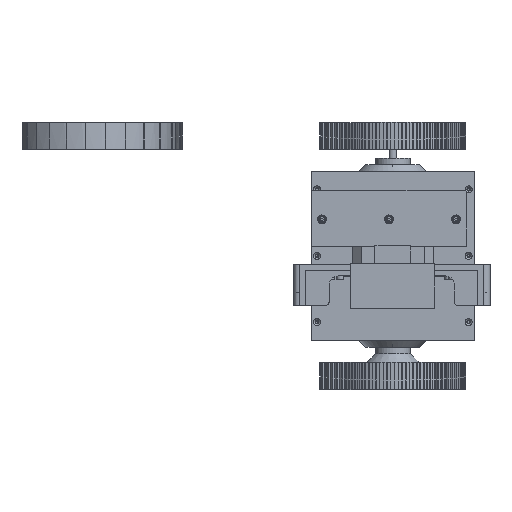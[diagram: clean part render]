
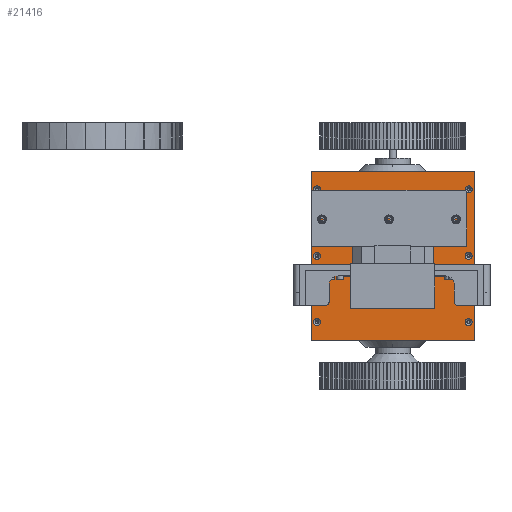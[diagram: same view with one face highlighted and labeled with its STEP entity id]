
A CAD part, top view. The second image highlights one B-rep face of the part: STEP entity #21416.
In plain terms, the highlighted planar face has unit normal (0, 0, 1).
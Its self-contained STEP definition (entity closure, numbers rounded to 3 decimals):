
#655=FACE_BOUND('',#3776,.T.);
#656=FACE_BOUND('',#3777,.T.);
#657=FACE_BOUND('',#3778,.T.);
#658=FACE_BOUND('',#3779,.T.);
#659=FACE_BOUND('',#3780,.T.);
#660=FACE_BOUND('',#3781,.T.);
#661=FACE_BOUND('',#3782,.T.);
#1284=PLANE('',#23502);
#2350=FACE_OUTER_BOUND('',#3775,.T.);
#3775=EDGE_LOOP('',(#19214,#19215,#19216,#19217));
#3776=EDGE_LOOP('',(#19218,#19219,#19220,#19221,#19222,#19223,#19224,#19225));
#3777=EDGE_LOOP('',(#19226));
#3778=EDGE_LOOP('',(#19227));
#3779=EDGE_LOOP('',(#19228));
#3780=EDGE_LOOP('',(#19229));
#3781=EDGE_LOOP('',(#19230));
#3782=EDGE_LOOP('',(#19231));
#5727=LINE('',#35310,#7705);
#5734=LINE('',#35325,#7712);
#5739=LINE('',#35336,#7717);
#5752=LINE('',#35393,#7730);
#5755=LINE('',#35399,#7733);
#5758=LINE('',#35405,#7736);
#5761=LINE('',#35409,#7739);
#5765=LINE('',#35423,#7743);
#5769=LINE('',#35430,#7747);
#5770=LINE('',#35433,#7748);
#5775=LINE('',#35443,#7753);
#5783=LINE('',#35458,#7761);
#7705=VECTOR('',#29112,10.);
#7712=VECTOR('',#29123,10.);
#7717=VECTOR('',#29132,10.);
#7730=VECTOR('',#29195,10.);
#7733=VECTOR('',#29200,10.);
#7736=VECTOR('',#29205,10.);
#7739=VECTOR('',#29210,10.);
#7743=VECTOR('',#29228,10.);
#7747=VECTOR('',#29234,10.);
#7748=VECTOR('',#29237,10.);
#7753=VECTOR('',#29244,10.);
#7761=VECTOR('',#29260,10.);
#8675=CIRCLE('',#23480,3.9);
#8676=CIRCLE('',#23482,3.9);
#8677=CIRCLE('',#23484,3.9);
#8678=CIRCLE('',#23490,3.9);
#8679=CIRCLE('',#23492,3.9);
#8680=CIRCLE('',#23494,3.9);
#10510=VERTEX_POINT('',#35303);
#10513=VERTEX_POINT('',#35308);
#10516=VERTEX_POINT('',#35318);
#10519=VERTEX_POINT('',#35323);
#10522=VERTEX_POINT('',#35333);
#10536=VERTEX_POINT('',#35375);
#10537=VERTEX_POINT('',#35379);
#10538=VERTEX_POINT('',#35383);
#10541=VERTEX_POINT('',#35390);
#10542=VERTEX_POINT('',#35392);
#10544=VERTEX_POINT('',#35398);
#10546=VERTEX_POINT('',#35404);
#10547=VERTEX_POINT('',#35411);
#10548=VERTEX_POINT('',#35415);
#10549=VERTEX_POINT('',#35419);
#10551=VERTEX_POINT('',#35427);
#10552=VERTEX_POINT('',#35432);
#10556=VERTEX_POINT('',#35442);
#13418=EDGE_CURVE('',#10513,#10510,#5727,.T.);
#13425=EDGE_CURVE('',#10519,#10516,#5734,.T.);
#13430=EDGE_CURVE('',#10519,#10522,#5739,.T.);
#13450=EDGE_CURVE('',#10536,#10536,#8675,.T.);
#13452=EDGE_CURVE('',#10537,#10537,#8676,.T.);
#13454=EDGE_CURVE('',#10538,#10538,#8677,.T.);
#13458=EDGE_CURVE('',#10542,#10541,#5752,.T.);
#13461=EDGE_CURVE('',#10544,#10542,#5755,.T.);
#13464=EDGE_CURVE('',#10546,#10544,#5758,.T.);
#13467=EDGE_CURVE('',#10541,#10546,#5761,.T.);
#13468=EDGE_CURVE('',#10547,#10547,#8678,.T.);
#13470=EDGE_CURVE('',#10548,#10548,#8679,.T.);
#13472=EDGE_CURVE('',#10549,#10549,#8680,.T.);
#13474=EDGE_CURVE('',#10513,#10516,#5765,.T.);
#13478=EDGE_CURVE('',#10551,#10510,#5769,.T.);
#13479=EDGE_CURVE('',#10551,#10552,#5770,.T.);
#13484=EDGE_CURVE('',#10552,#10556,#5775,.T.);
#13492=EDGE_CURVE('',#10556,#10522,#5783,.T.);
#19214=ORIENTED_EDGE('',*,*,#13467,.T.);
#19215=ORIENTED_EDGE('',*,*,#13464,.T.);
#19216=ORIENTED_EDGE('',*,*,#13461,.T.);
#19217=ORIENTED_EDGE('',*,*,#13458,.T.);
#19218=ORIENTED_EDGE('',*,*,#13474,.T.);
#19219=ORIENTED_EDGE('',*,*,#13425,.F.);
#19220=ORIENTED_EDGE('',*,*,#13430,.T.);
#19221=ORIENTED_EDGE('',*,*,#13492,.F.);
#19222=ORIENTED_EDGE('',*,*,#13484,.F.);
#19223=ORIENTED_EDGE('',*,*,#13479,.F.);
#19224=ORIENTED_EDGE('',*,*,#13478,.T.);
#19225=ORIENTED_EDGE('',*,*,#13418,.F.);
#19226=ORIENTED_EDGE('',*,*,#13472,.F.);
#19227=ORIENTED_EDGE('',*,*,#13470,.F.);
#19228=ORIENTED_EDGE('',*,*,#13468,.F.);
#19229=ORIENTED_EDGE('',*,*,#13454,.F.);
#19230=ORIENTED_EDGE('',*,*,#13452,.F.);
#19231=ORIENTED_EDGE('',*,*,#13450,.F.);
#21416=ADVANCED_FACE('',(#2350,#655,#656,#657,#658,#659,#660,#661),#1284,
 .T.);
#23480=AXIS2_PLACEMENT_3D('',#35376,#29178,#29179);
#23482=AXIS2_PLACEMENT_3D('',#35380,#29183,#29184);
#23484=AXIS2_PLACEMENT_3D('',#35384,#29188,#29189);
#23490=AXIS2_PLACEMENT_3D('',#35412,#29213,#29214);
#23492=AXIS2_PLACEMENT_3D('',#35416,#29218,#29219);
#23494=AXIS2_PLACEMENT_3D('',#35420,#29223,#29224);
#23502=AXIS2_PLACEMENT_3D('',#35457,#29258,#29259);
#29112=DIRECTION('',(0.,-1.,0.));
#29123=DIRECTION('',(0.,1.,0.));
#29132=DIRECTION('',(-1.,0.,0.));
#29178=DIRECTION('center_axis',(0.,0.,1.));
#29179=DIRECTION('ref_axis',(-1.,0.,0.));
#29183=DIRECTION('center_axis',(0.,0.,1.));
#29184=DIRECTION('ref_axis',(-1.,0.,0.));
#29188=DIRECTION('center_axis',(0.,0.,1.));
#29189=DIRECTION('ref_axis',(-1.,0.,0.));
#29195=DIRECTION('',(0.,-1.,0.));
#29200=DIRECTION('',(-1.,0.,0.));
#29205=DIRECTION('',(0.,1.,0.));
#29210=DIRECTION('',(1.,0.,0.));
#29213=DIRECTION('center_axis',(0.,0.,1.));
#29214=DIRECTION('ref_axis',(-1.,0.,0.));
#29218=DIRECTION('center_axis',(0.,0.,1.));
#29219=DIRECTION('ref_axis',(-1.,0.,0.));
#29223=DIRECTION('center_axis',(0.,0.,1.));
#29224=DIRECTION('ref_axis',(-1.,0.,0.));
#29228=DIRECTION('',(1.,0.,0.));
#29234=DIRECTION('',(-1.,0.,0.));
#29237=DIRECTION('',(0.,-1.,0.));
#29244=DIRECTION('',(1.,0.,0.));
#29258=DIRECTION('center_axis',(0.,0.,1.));
#29259=DIRECTION('ref_axis',(1.,0.,0.));
#29260=DIRECTION('',(0.,1.,0.));
#35303=CARTESIAN_POINT('',(47.998,40.,165.956));
#35308=CARTESIAN_POINT('',(47.998,70.132,165.956));
#35310=CARTESIAN_POINT('',(47.998,60.474,165.956));
#35318=CARTESIAN_POINT('',(138.,70.132,165.956));
#35323=CARTESIAN_POINT('',(138.,40.,165.956));
#35325=CARTESIAN_POINT('',(138.,40.158,165.956));
#35333=CARTESIAN_POINT('',(113.299,40.,165.956));
#35336=CARTESIAN_POINT('',(74.498,40.,165.956));
#35375=CARTESIAN_POINT('',(12.076,-23.904,165.956));
#35376=CARTESIAN_POINT('Origin',(8.176,-23.904,165.956));
#35379=CARTESIAN_POINT('',(12.076,124.536,165.956));
#35380=CARTESIAN_POINT('Origin',(8.176,124.536,165.956));
#35383=CARTESIAN_POINT('',(181.722,50.316,165.956));
#35384=CARTESIAN_POINT('Origin',(177.822,50.316,165.956));
#35390=CARTESIAN_POINT('',(2.176,-43.904,165.956));
#35392=CARTESIAN_POINT('',(2.176,144.536,165.956));
#35393=CARTESIAN_POINT('',(2.176,-43.904,165.956));
#35398=CARTESIAN_POINT('',(183.822,144.536,165.956));
#35399=CARTESIAN_POINT('',(2.176,144.536,165.956));
#35404=CARTESIAN_POINT('',(183.822,-43.904,165.956));
#35405=CARTESIAN_POINT('',(183.822,144.536,165.956));
#35409=CARTESIAN_POINT('',(183.822,-43.904,165.956));
#35411=CARTESIAN_POINT('',(181.722,124.536,165.956));
#35412=CARTESIAN_POINT('Origin',(177.822,124.536,165.956));
#35415=CARTESIAN_POINT('',(181.722,-23.904,165.956));
#35416=CARTESIAN_POINT('Origin',(177.822,-23.904,165.956));
#35419=CARTESIAN_POINT('',(12.076,50.316,165.956));
#35420=CARTESIAN_POINT('Origin',(8.176,50.316,165.956));
#35423=CARTESIAN_POINT('',(111.499,70.132,165.956));
#35427=CARTESIAN_POINT('',(72.699,40.,165.956));
#35430=CARTESIAN_POINT('',(74.498,40.,165.956));
#35432=CARTESIAN_POINT('',(72.699,39.816,165.956));
#35433=CARTESIAN_POINT('',(72.699,45.316,165.956));
#35442=CARTESIAN_POINT('',(113.299,39.816,165.956));
#35443=CARTESIAN_POINT('',(102.999,39.816,165.956));
#35457=CARTESIAN_POINT('Origin',(92.999,50.316,165.956));
#35458=CARTESIAN_POINT('',(113.299,55.316,165.956));
